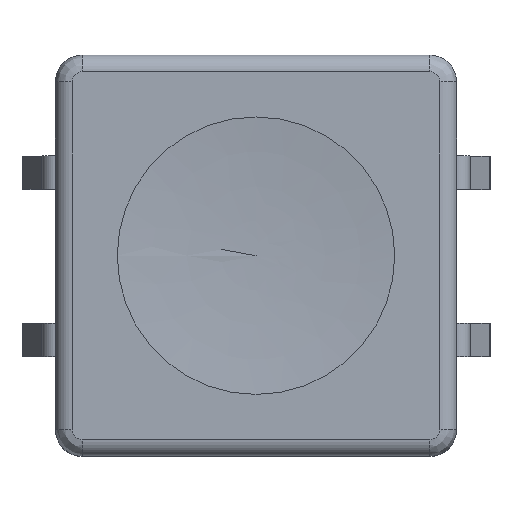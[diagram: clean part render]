
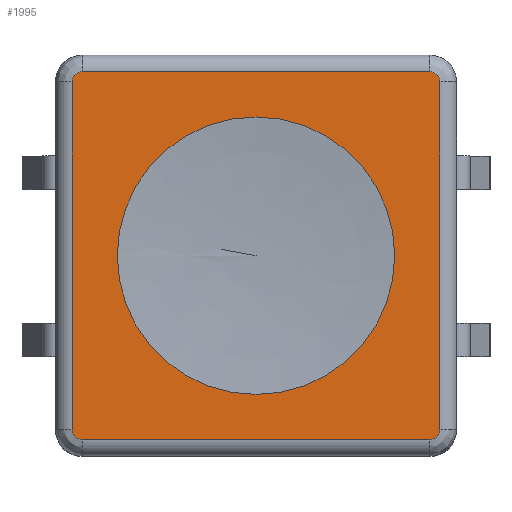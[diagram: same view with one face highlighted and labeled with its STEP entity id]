
A CAD part, top view. The second image highlights one B-rep face of the part: STEP entity #1995.
In plain terms, the highlighted planar face has unit normal (0, 0, 1).
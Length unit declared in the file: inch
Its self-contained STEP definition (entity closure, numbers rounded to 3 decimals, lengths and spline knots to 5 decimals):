
#1196=CARTESIAN_POINT('',(-0.98693,0.36329,0.38976));
#1197=VERTEX_POINT('',#1196);
#1198=CARTESIAN_POINT('',(-0.98693,0.19991,0.38976));
#1199=DIRECTION('',(0.0,0.0,-1.0));
#1200=DIRECTION('',(1.0,0.0,0.0));
#1201=AXIS2_PLACEMENT_3D('',#1198,#1199,#1200);
#1202=CIRCLE('',#1201,0.16339);
#1203=EDGE_CURVE('',#1197,#1197,#1202,.T.);
#1423=CARTESIAN_POINT('',(-1.20346,-0.00482,0.38976));
#1424=VERTEX_POINT('',#1423);
#1432=CARTESIAN_POINT('',(-1.20346,0.40463,0.38976));
#1433=VERTEX_POINT('',#1432);
#1434=CARTESIAN_POINT('',(-1.20346,-0.00482,0.38976));
#1435=DIRECTION('',(0.0,1.0,0.0));
#1436=VECTOR('',#1435,0.40945);
#1437=LINE('',#1434,#1436);
#1438=EDGE_CURVE('',#1424,#1433,#1437,.T.);
#1513=CARTESIAN_POINT('',(-1.19165,-0.01663,0.38976));
#1514=VERTEX_POINT('',#1513);
#1522=CARTESIAN_POINT('',(-1.19165,-0.00482,0.38976));
#1523=DIRECTION('',(0.0,0.0,-1.0));
#1524=DIRECTION('',(-0.707,-0.707,0.0));
#1525=AXIS2_PLACEMENT_3D('',#1522,#1523,#1524);
#1526=CIRCLE('',#1525,0.01181);
#1527=EDGE_CURVE('',#1514,#1424,#1526,.T.);
#1593=CARTESIAN_POINT('',(-1.19165,0.41644,0.38976));
#1594=VERTEX_POINT('',#1593);
#1612=CARTESIAN_POINT('',(-1.19165,0.40463,0.38976));
#1613=DIRECTION('',(0.0,0.0,-1.0));
#1614=DIRECTION('',(-0.707,0.707,0.0));
#1615=AXIS2_PLACEMENT_3D('',#1612,#1613,#1614);
#1616=CIRCLE('',#1615,0.01181);
#1617=EDGE_CURVE('',#1433,#1594,#1616,.T.);
#1629=CARTESIAN_POINT('',(-0.7822,-0.01663,0.38976));
#1630=VERTEX_POINT('',#1629);
#1638=CARTESIAN_POINT('',(-0.7822,-0.01663,0.38976));
#1639=DIRECTION('',(-1.0,0.0,0.0));
#1640=VECTOR('',#1639,0.40945);
#1641=LINE('',#1638,#1640);
#1642=EDGE_CURVE('',#1630,#1514,#1641,.T.);
#1659=CARTESIAN_POINT('',(-0.7822,0.41644,0.38976));
#1660=VERTEX_POINT('',#1659);
#1677=CARTESIAN_POINT('',(-1.19165,0.41644,0.38976));
#1678=DIRECTION('',(1.0,0.0,0.0));
#1679=VECTOR('',#1678,0.40945);
#1680=LINE('',#1677,#1679);
#1681=EDGE_CURVE('',#1594,#1660,#1680,.T.);
#1741=CARTESIAN_POINT('',(-0.77039,-0.00482,0.38976));
#1742=VERTEX_POINT('',#1741);
#1750=CARTESIAN_POINT('',(-0.7822,-0.00482,0.38976));
#1751=DIRECTION('',(0.0,0.0,-1.0));
#1752=DIRECTION('',(0.707,-0.707,0.0));
#1753=AXIS2_PLACEMENT_3D('',#1750,#1751,#1752);
#1754=CIRCLE('',#1753,0.01181);
#1755=EDGE_CURVE('',#1742,#1630,#1754,.T.);
#1821=CARTESIAN_POINT('',(-0.77039,0.40463,0.38976));
#1822=VERTEX_POINT('',#1821);
#1840=CARTESIAN_POINT('',(-0.7822,0.40463,0.38976));
#1841=DIRECTION('',(0.0,0.0,-1.0));
#1842=DIRECTION('',(0.707,0.707,0.0));
#1843=AXIS2_PLACEMENT_3D('',#1840,#1841,#1842);
#1844=CIRCLE('',#1843,0.01181);
#1845=EDGE_CURVE('',#1660,#1822,#1844,.T.);
#1863=CARTESIAN_POINT('',(-0.77039,0.40463,0.38976));
#1864=DIRECTION('',(0.0,-1.0,0.0));
#1865=VECTOR('',#1864,0.40945);
#1866=LINE('',#1863,#1865);
#1867=EDGE_CURVE('',#1822,#1742,#1866,.T.);
#1977=CARTESIAN_POINT('',(-1.22512,-0.03828,0.38976));
#1978=DIRECTION('',(0.0,0.0,1.0));
#1979=DIRECTION('',(1.0,0.0,0.0));
#1980=AXIS2_PLACEMENT_3D('',#1977,#1978,#1979);
#1981=PLANE('',#1980);
#1982=ORIENTED_EDGE('',*,*,#1438,.F.);
#1983=ORIENTED_EDGE('',*,*,#1527,.F.);
#1984=ORIENTED_EDGE('',*,*,#1642,.F.);
#1985=ORIENTED_EDGE('',*,*,#1755,.F.);
#1986=ORIENTED_EDGE('',*,*,#1867,.F.);
#1987=ORIENTED_EDGE('',*,*,#1845,.F.);
#1988=ORIENTED_EDGE('',*,*,#1681,.F.);
#1989=ORIENTED_EDGE('',*,*,#1617,.F.);
#1990=EDGE_LOOP('',(#1982,#1983,#1984,#1985,#1986,#1987,#1988,#1989));
#1991=FACE_OUTER_BOUND('',#1990,.T.);
#1992=ORIENTED_EDGE('',*,*,#1203,.T.);
#1993=EDGE_LOOP('',(#1992));
#1994=FACE_BOUND('',#1993,.T.);
#1995=ADVANCED_FACE('',(#1991,#1994),#1981,.T.);
